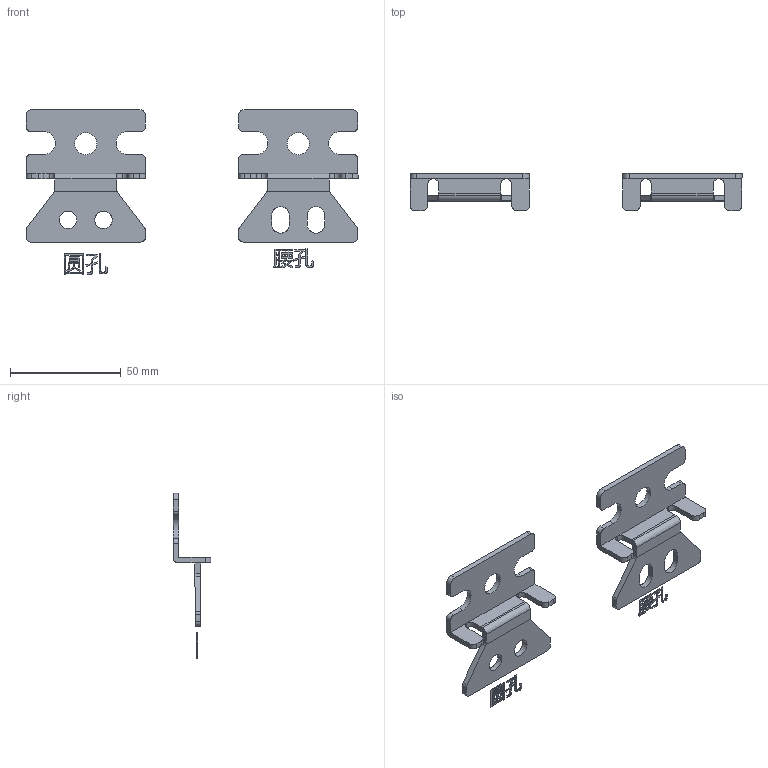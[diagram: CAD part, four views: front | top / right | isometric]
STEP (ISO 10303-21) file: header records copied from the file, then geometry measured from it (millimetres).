
FILE_DESCRIPTION(/* description */ (''),/* implementation_level */ '2;1');
FILE_NAME(/* name */ 'AE壁挂件',/* time_stamp */ '2025-03-04T12:48:58+08:00',/* author */ (''),/* organization */ (''),/* preprocessor_version */ 'ST-DEVELOPER v19.2',/* originating_system */ 'Rhino 8.5',/* authorisation */ '');
FILE_SCHEMA (('CONFIG_CONTROL_DESIGN'));
Length unit declared in the file: millimetre
Products named in the file (1): Document
Bounding box: 150.12 x 17 x 74.77 mm (x, y, z)
Volume: 14608.7 mm3; surface area: 14171.6 mm2
Topology: 13 solids, 13 shells, 333 faces, 905 edges, 598 vertices
Faces by surface type: plane 221, cylinder 80, bspline 32
Entity records: 10341 total; most frequent: CARTESIAN_POINT 3635, ORIENTED_EDGE 1810, EDGE_CURVE 905, B_SPLINE_CURVE_WITH_KNOTS 763, VERTEX_POINT 598, DIRECTION 513, AXIS2_PLACEMENT_3D 407, EDGE_LOOP 363
